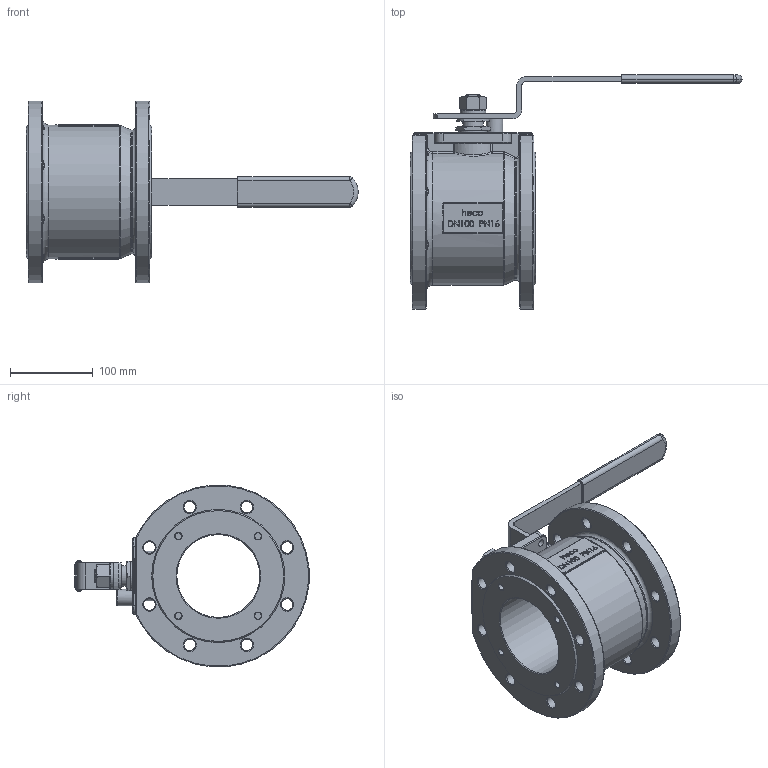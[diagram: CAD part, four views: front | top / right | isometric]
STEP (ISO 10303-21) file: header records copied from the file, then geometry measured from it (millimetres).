
FILE_DESCRIPTION (( 'STEP AP214' ), '1' );
FILE_NAME ('KK-400-000-4 Kugelhahn heco.STEP', '2014-10-15T11:25:11', ( 'test' ), ( '' ), 'SwSTEP 2.0', 'SolidWorks 2011', '' );
FILE_SCHEMA (( 'AUTOMOTIVE_DESIGN' ));
Length unit declared in the file: millimetre
Products named in the file (1): KK-400-000-4 Kugelhahn heco
Bounding box: 400.92 x 282.58 x 219.21 mm (x, y, z)
Volume: 2743779.4 mm3; surface area: 283408.6 mm2
Topology: 2 solids, 2 shells, 822 faces, 2063 edges, 1272 vertices
Faces by surface type: plane 285, bspline 236, cylinder 147, torus 74, cone 50, sphere 30
Full cylindrical faces by diameter (mm): 8 x4, 8.5 x4, 13.36 x1, 14 x16, 20 x1, 25 x1, 31 x1, 34 x1, 100 x1
Entity records: 47297 total; most frequent: CARTESIAN_POINT 20656, ORIENTED_EDGE 3842, DIRECTION 3075, EDGE_CURVE 1921, VERTEX_POINT 1227, AXIS2_PLACEMENT_3D 1087, EDGE_LOOP 988, VECTOR 901
